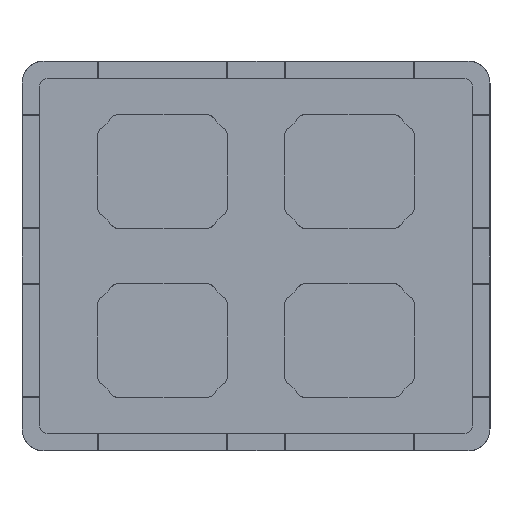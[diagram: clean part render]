
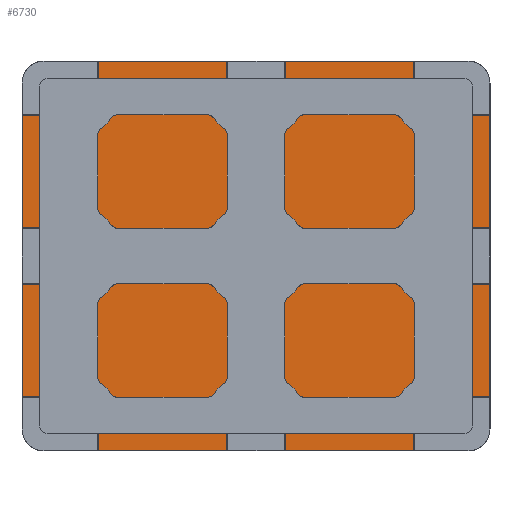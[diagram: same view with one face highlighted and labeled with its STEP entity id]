
A CAD part, front view. The second image highlights one B-rep face of the part: STEP entity #6730.
In plain terms, the highlighted planar face has unit normal (0, -1, 0).
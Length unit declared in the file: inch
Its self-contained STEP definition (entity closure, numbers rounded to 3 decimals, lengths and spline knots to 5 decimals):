
#5297=DIRECTION('',(0.,0.,1.));
#5298=VECTOR('',#5297,5.4912);
#5299=CARTESIAN_POINT('',(2.9748,2.719,4.3513));
#5300=LINE('',#5299,#5298);
#5313=DIRECTION('',(1.,0.,0.));
#5314=VECTOR('',#5313,12.9297);
#5315=CARTESIAN_POINT('',(-15.9045,2.719,9.8425));
#5316=LINE('',#5315,#5314);
#5368=DIRECTION('',(0.,0.,-1.));
#5369=VECTOR('',#5368,11.3203);
#5370=CARTESIAN_POINT('',(23.622,2.719,4.3513));
#5371=LINE('',#5370,#5369);
#5513=DIRECTION('',(0.,0.,1.));
#5514=VECTOR('',#5513,11.3203);
#5515=CARTESIAN_POINT('',(-23.622,2.719,-24.0363));
#5516=LINE('',#5515,#5514);
#5521=DIRECTION('',(1.,0.,0.));
#5522=VECTOR('',#5521,7.7175);
#5523=CARTESIAN_POINT('',(-23.622,2.719,4.3513));
#5524=LINE('',#5523,#5522);
#5529=DIRECTION('',(-1.,0.,0.));
#5530=VECTOR('',#5529,7.7175);
#5531=CARTESIAN_POINT('',(23.622,2.719,-12.716));
#5532=LINE('',#5531,#5530);
#5533=DIRECTION('',(0.,0.,1.));
#5534=VECTOR('',#5533,11.3203);
#5535=CARTESIAN_POINT('',(23.622,2.719,-24.0363));
#5536=LINE('',#5535,#5534);
#5537=DIRECTION('',(0.,0.,-1.));
#5538=VECTOR('',#5537,5.4912);
#5539=CARTESIAN_POINT('',(2.9748,2.719,-24.0363));
#5540=LINE('',#5539,#5538);
#5541=DIRECTION('',(1.,0.,0.));
#5542=VECTOR('',#5541,12.9297);
#5543=CARTESIAN_POINT('',(-15.9045,2.719,-29.5275));
#5544=LINE('',#5543,#5542);
#5545=DIRECTION('',(0.,0.,-1.));
#5546=VECTOR('',#5545,5.4912);
#5547=CARTESIAN_POINT('',(-15.9045,2.719,-24.0363));
#5548=LINE('',#5547,#5546);
#5549=DIRECTION('',(1.,0.,0.));
#5550=VECTOR('',#5549,7.7175);
#5551=CARTESIAN_POINT('',(-23.622,2.719,-24.0363));
#5552=LINE('',#5551,#5550);
#5553=DIRECTION('',(1.,0.,0.));
#5554=VECTOR('',#5553,7.7175);
#5555=CARTESIAN_POINT('',(-23.622,2.719,-6.969));
#5556=LINE('',#5555,#5554);
#5557=DIRECTION('',(0.,0.,-1.));
#5558=VECTOR('',#5557,11.3203);
#5559=CARTESIAN_POINT('',(-23.622,2.719,4.3513));
#5560=LINE('',#5559,#5558);
#5561=DIRECTION('',(0.,0.,1.));
#5562=VECTOR('',#5561,5.4912);
#5563=CARTESIAN_POINT('',(-2.9748,2.719,4.3513));
#5564=LINE('',#5563,#5562);
#5565=DIRECTION('',(-1.,0.,0.));
#5566=VECTOR('',#5565,5.9496);
#5567=CARTESIAN_POINT('',(2.9748,2.719,4.3513));
#5568=LINE('',#5567,#5566);
#5569=DIRECTION('',(-1.,0.,0.));
#5570=VECTOR('',#5569,12.9297);
#5571=CARTESIAN_POINT('',(15.9045,2.719,9.8425));
#5572=LINE('',#5571,#5570);
#5573=DIRECTION('',(0.,0.,1.));
#5574=VECTOR('',#5573,5.4912);
#5575=CARTESIAN_POINT('',(15.9045,2.719,4.3513));
#5576=LINE('',#5575,#5574);
#5577=DIRECTION('',(-1.,0.,0.));
#5578=VECTOR('',#5577,7.7175);
#5579=CARTESIAN_POINT('',(23.622,2.719,4.3513));
#5580=LINE('',#5579,#5578);
#5581=DIRECTION('',(0.,0.,1.));
#5582=VECTOR('',#5581,5.747);
#5583=CARTESIAN_POINT('',(15.9045,2.719,-12.716));
#5584=LINE('',#5583,#5582);
#5585=DIRECTION('',(0.,0.,1.));
#5586=VECTOR('',#5585,5.747);
#5587=CARTESIAN_POINT('',(-2.9748,2.719,-12.716));
#5588=LINE('',#5587,#5586);
#5589=DIRECTION('',(-1.,0.,0.));
#5590=VECTOR('',#5589,5.9496);
#5591=CARTESIAN_POINT('',(2.9748,2.719,-12.716));
#5592=LINE('',#5591,#5590);
#5621=DIRECTION('',(-1.,0.,0.));
#5622=VECTOR('',#5621,7.7175);
#5623=CARTESIAN_POINT('',(23.622,2.719,-6.969));
#5624=LINE('',#5623,#5622);
#5625=DIRECTION('',(-1.,0.,0.));
#5626=VECTOR('',#5625,7.7175);
#5627=CARTESIAN_POINT('',(23.622,2.719,-24.0363));
#5628=LINE('',#5627,#5626);
#5688=DIRECTION('',(-1.,0.,0.));
#5689=VECTOR('',#5688,12.9297);
#5690=CARTESIAN_POINT('',(15.9045,2.719,-29.5275));
#5691=LINE('',#5690,#5689);
#5937=DIRECTION('',(0.,0.,-1.));
#5938=VECTOR('',#5937,5.4912);
#5939=CARTESIAN_POINT('',(-2.9748,2.719,-24.0363));
#5940=LINE('',#5939,#5938);
#5953=DIRECTION('',(-1.,0.,0.));
#5954=VECTOR('',#5953,5.9496);
#5955=CARTESIAN_POINT('',(2.9748,2.719,-24.0363));
#5956=LINE('',#5955,#5954);
#5965=DIRECTION('',(0.,0.,-1.));
#5966=VECTOR('',#5965,5.4912);
#5967=CARTESIAN_POINT('',(15.9045,2.719,-24.0363));
#5968=LINE('',#5967,#5966);
#5977=DIRECTION('',(1.,0.,0.));
#5978=VECTOR('',#5977,7.7175);
#5979=CARTESIAN_POINT('',(-23.622,2.719,-12.716));
#5980=LINE('',#5979,#5978);
#6001=DIRECTION('',(0.,0.,1.));
#6002=VECTOR('',#6001,5.747);
#6003=CARTESIAN_POINT('',(-15.9045,2.719,-12.716));
#6004=LINE('',#6003,#6002);
#6005=DIRECTION('',(0.,0.,1.));
#6006=VECTOR('',#6005,5.4912);
#6007=CARTESIAN_POINT('',(-15.9045,2.719,4.3513));
#6008=LINE('',#6007,#6006);
#6045=DIRECTION('',(0.,0.,1.));
#6046=VECTOR('',#6045,5.747);
#6047=CARTESIAN_POINT('',(2.9748,2.719,-12.716));
#6048=LINE('',#6047,#6046);
#6069=DIRECTION('',(-1.,0.,0.));
#6070=VECTOR('',#6069,5.9496);
#6071=CARTESIAN_POINT('',(2.9748,2.719,-6.969));
#6072=LINE('',#6071,#6070);
#6093=CARTESIAN_POINT('',(15.9045,2.719,-12.716));
#6095=VERTEX_POINT('',#6093);
#6101=CARTESIAN_POINT('',(2.9748,2.719,9.8425));
#6102=VERTEX_POINT('',#6101);
#6103=CARTESIAN_POINT('',(15.9045,2.719,4.3513));
#6104=CARTESIAN_POINT('',(15.9045,2.719,9.8425));
#6105=VERTEX_POINT('',#6103);
#6106=VERTEX_POINT('',#6104);
#6109=CARTESIAN_POINT('',(2.9748,2.719,4.3513));
#6110=VERTEX_POINT('',#6109);
#6112=CARTESIAN_POINT('',(2.9748,2.719,-6.969));
#6114=VERTEX_POINT('',#6112);
#6131=CARTESIAN_POINT('',(-23.622,2.719,4.3513));
#6132=CARTESIAN_POINT('',(-23.622,2.719,-6.969));
#6133=VERTEX_POINT('',#6131);
#6134=VERTEX_POINT('',#6132);
#6135=CARTESIAN_POINT('',(-15.9045,2.719,-6.969));
#6136=VERTEX_POINT('',#6135);
#6137=CARTESIAN_POINT('',(23.622,2.719,4.3513));
#6138=VERTEX_POINT('',#6137);
#6139=CARTESIAN_POINT('',(-2.9748,2.719,4.3513));
#6140=VERTEX_POINT('',#6139);
#6141=CARTESIAN_POINT('',(-2.9748,2.719,9.8425));
#6142=VERTEX_POINT('',#6141);
#6143=CARTESIAN_POINT('',(2.9748,2.719,-12.716));
#6144=VERTEX_POINT('',#6143);
#6145=CARTESIAN_POINT('',(23.622,2.719,-12.716));
#6146=VERTEX_POINT('',#6145);
#6147=CARTESIAN_POINT('',(15.9045,2.719,-6.969));
#6148=VERTEX_POINT('',#6147);
#6149=CARTESIAN_POINT('',(23.622,2.719,-6.969));
#6150=VERTEX_POINT('',#6149);
#6153=CARTESIAN_POINT('',(23.622,2.719,-24.0363));
#6154=VERTEX_POINT('',#6153);
#6155=CARTESIAN_POINT('',(-2.9748,2.719,-12.716));
#6156=VERTEX_POINT('',#6155);
#6157=CARTESIAN_POINT('',(-15.9045,2.719,-29.5275));
#6158=CARTESIAN_POINT('',(-2.9748,2.719,-29.5275));
#6159=VERTEX_POINT('',#6157);
#6160=VERTEX_POINT('',#6158);
#6161=CARTESIAN_POINT('',(-2.9748,2.719,-24.0363));
#6162=VERTEX_POINT('',#6161);
#6163=CARTESIAN_POINT('',(2.9748,2.719,-24.0363));
#6164=VERTEX_POINT('',#6163);
#6165=CARTESIAN_POINT('',(2.9748,2.719,-29.5275));
#6166=VERTEX_POINT('',#6165);
#6167=CARTESIAN_POINT('',(15.9045,2.719,-29.5275));
#6168=VERTEX_POINT('',#6167);
#6169=CARTESIAN_POINT('',(-15.9045,2.719,-12.716));
#6170=VERTEX_POINT('',#6169);
#6171=CARTESIAN_POINT('',(-23.622,2.719,-12.716));
#6172=VERTEX_POINT('',#6171);
#6173=CARTESIAN_POINT('',(-23.622,2.719,-24.0363));
#6174=VERTEX_POINT('',#6173);
#6175=CARTESIAN_POINT('',(-15.9045,2.719,-24.0363));
#6176=VERTEX_POINT('',#6175);
#6177=CARTESIAN_POINT('',(-15.9045,2.719,9.8425));
#6178=VERTEX_POINT('',#6177);
#6179=CARTESIAN_POINT('',(-15.9045,2.719,4.3513));
#6180=VERTEX_POINT('',#6179);
#6187=CARTESIAN_POINT('',(-2.9748,2.719,-6.969));
#6188=VERTEX_POINT('',#6187);
#6189=CARTESIAN_POINT('',(15.9045,2.719,-24.0363));
#6190=VERTEX_POINT('',#6189);
#6665=CARTESIAN_POINT('',(2.9748,2.719,9.8425));
#6666=DIRECTION('',(0.,1.,0.));
#6667=DIRECTION('',(0.,0.,1.));
#6668=AXIS2_PLACEMENT_3D('',#6665,#6666,#6667);
#6669=PLANE('',#6668);
#6671=ORIENTED_EDGE('',*,*,#6670,.F.);
#6672=ORIENTED_EDGE('',*,*,#6444,.F.);
#6674=ORIENTED_EDGE('',*,*,#6673,.T.);
#6676=ORIENTED_EDGE('',*,*,#6675,.T.);
#6678=ORIENTED_EDGE('',*,*,#6677,.T.);
#6680=ORIENTED_EDGE('',*,*,#6679,.F.);
#6682=ORIENTED_EDGE('',*,*,#6681,.T.);
#6684=ORIENTED_EDGE('',*,*,#6683,.T.);
#6686=ORIENTED_EDGE('',*,*,#6685,.F.);
#6688=ORIENTED_EDGE('',*,*,#6687,.F.);
#6690=ORIENTED_EDGE('',*,*,#6689,.F.);
#6691=ORIENTED_EDGE('',*,*,#6640,.T.);
#6693=ORIENTED_EDGE('',*,*,#6692,.T.);
#6695=ORIENTED_EDGE('',*,*,#6694,.T.);
#6697=ORIENTED_EDGE('',*,*,#6696,.F.);
#6698=ORIENTED_EDGE('',*,*,#6632,.F.);
#6699=ORIENTED_EDGE('',*,*,#6656,.T.);
#6701=ORIENTED_EDGE('',*,*,#6700,.T.);
#6702=ORIENTED_EDGE('',*,*,#6387,.T.);
#6704=ORIENTED_EDGE('',*,*,#6703,.F.);
#6706=ORIENTED_EDGE('',*,*,#6705,.F.);
#6707=ORIENTED_EDGE('',*,*,#6350,.T.);
#6708=ORIENTED_EDGE('',*,*,#6381,.F.);
#6710=ORIENTED_EDGE('',*,*,#6709,.F.);
#6712=ORIENTED_EDGE('',*,*,#6711,.F.);
#6713=ORIENTED_EDGE('',*,*,#6452,.T.);
#6715=ORIENTED_EDGE('',*,*,#6714,.T.);
#6717=ORIENTED_EDGE('',*,*,#6716,.F.);
#6718=EDGE_LOOP('',(#6671,#6672,#6674,#6676,#6678,#6680,#6682,#6684,#6686,#6688,
#6690,#6691,#6693,#6695,#6697,#6698,#6699,#6701,#6702,#6704,#6706,#6707,#6708,
#6710,#6712,#6713,#6715,#6717));
#6719=FACE_OUTER_BOUND('',#6718,.F.);
#6721=ORIENTED_EDGE('',*,*,#6720,.T.);
#6723=ORIENTED_EDGE('',*,*,#6722,.T.);
#6725=ORIENTED_EDGE('',*,*,#6724,.F.);
#6727=ORIENTED_EDGE('',*,*,#6726,.F.);
#6728=EDGE_LOOP('',(#6721,#6723,#6725,#6727));
#6729=FACE_BOUND('',#6728,.F.);
#6730=ADVANCED_FACE('',(#6719,#6729),#6669,.F.);
#6350=EDGE_CURVE('',#6110,#6102,#5300,.T.);
#6381=EDGE_CURVE('',#6106,#6102,#5572,.T.);
#6387=EDGE_CURVE('',#6178,#6142,#5316,.T.);
#6444=EDGE_CURVE('',#6154,#6146,#5536,.T.);
#6452=EDGE_CURVE('',#6138,#6150,#5371,.T.);
#6632=EDGE_CURVE('',#6133,#6134,#5560,.T.);
#6640=EDGE_CURVE('',#6174,#6172,#5516,.T.);
#6656=EDGE_CURVE('',#6133,#6180,#5524,.T.);
#6670=EDGE_CURVE('',#6146,#6095,#5532,.T.);
#6673=EDGE_CURVE('',#6154,#6190,#5628,.T.);
#6675=EDGE_CURVE('',#6190,#6168,#5968,.T.);
#6677=EDGE_CURVE('',#6168,#6166,#5691,.T.);
#6679=EDGE_CURVE('',#6164,#6166,#5540,.T.);
#6681=EDGE_CURVE('',#6164,#6162,#5956,.T.);
#6683=EDGE_CURVE('',#6162,#6160,#5940,.T.);
#6685=EDGE_CURVE('',#6159,#6160,#5544,.T.);
#6687=EDGE_CURVE('',#6176,#6159,#5548,.T.);
#6689=EDGE_CURVE('',#6174,#6176,#5552,.T.);
#6692=EDGE_CURVE('',#6172,#6170,#5980,.T.);
#6694=EDGE_CURVE('',#6170,#6136,#6004,.T.);
#6696=EDGE_CURVE('',#6134,#6136,#5556,.T.);
#6700=EDGE_CURVE('',#6180,#6178,#6008,.T.);
#6703=EDGE_CURVE('',#6140,#6142,#5564,.T.);
#6705=EDGE_CURVE('',#6110,#6140,#5568,.T.);
#6709=EDGE_CURVE('',#6105,#6106,#5576,.T.);
#6711=EDGE_CURVE('',#6138,#6105,#5580,.T.);
#6714=EDGE_CURVE('',#6150,#6148,#5624,.T.);
#6716=EDGE_CURVE('',#6095,#6148,#5584,.T.);
#6720=EDGE_CURVE('',#6144,#6114,#6048,.T.);
#6722=EDGE_CURVE('',#6114,#6188,#6072,.T.);
#6724=EDGE_CURVE('',#6156,#6188,#5588,.T.);
#6726=EDGE_CURVE('',#6144,#6156,#5592,.T.);
